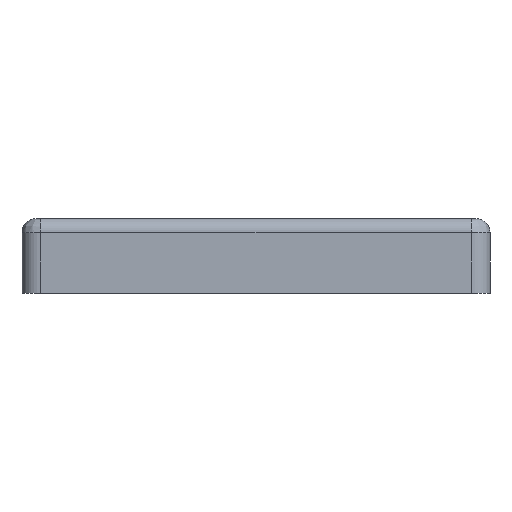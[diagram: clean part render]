
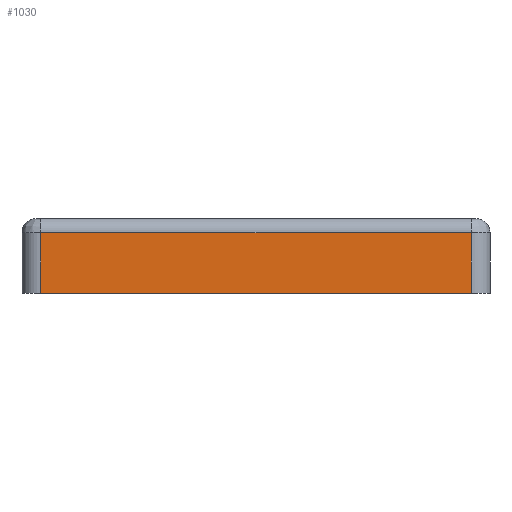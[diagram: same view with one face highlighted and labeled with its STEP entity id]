
A CAD part, front view. The second image highlights one B-rep face of the part: STEP entity #1030.
In plain terms, the highlighted planar face has unit normal (0, -1, 0).
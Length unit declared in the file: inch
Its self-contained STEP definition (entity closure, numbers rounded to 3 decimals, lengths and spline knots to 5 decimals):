
#835 = EDGE_CURVE ( 'NONE', #942, #9544, #9107, .T. ) ;
#942 = VERTEX_POINT ( 'NONE', #7328 ) ;
#985 = CARTESIAN_POINT ( 'NONE',  ( -1.81102, -1.9685, 0.51181 ) ) ;
#1030 = ADVANCED_FACE ( 'NONE', ( #8934 ), #9599, .F. ) ;
#1419 = VECTOR ( 'NONE', #3085, 39.37008 ) ;
#1715 = VECTOR ( 'NONE', #7751, 39.37008 ) ;
#2002 = CARTESIAN_POINT ( 'NONE',  ( 1.81102, -1.9685, 0.51181 ) ) ;
#2013 = LINE ( 'NONE', #9064, #8493 ) ;
#2470 = ORIENTED_EDGE ( 'NONE', *, *, #3031, .F. ) ;
#3031 = EDGE_CURVE ( 'NONE', #9544, #8007, #2013, .T. ) ;
#3085 = DIRECTION ( 'NONE',  ( 0., 0., -1. ) ) ;
#3153 = VECTOR ( 'NONE', #5144, 39.37008 ) ;
#3224 = CARTESIAN_POINT ( 'NONE',  ( 1.81102, -1.9685, 0. ) ) ;
#3237 = CARTESIAN_POINT ( 'NONE',  ( 1.81102, -1.9685, 0.62992 ) ) ;
#4356 = VERTEX_POINT ( 'NONE', #3224 ) ;
#4371 = EDGE_CURVE ( 'NONE', #8007, #4356, #8143, .T. ) ;
#4704 = ORIENTED_EDGE ( 'NONE', *, *, #835, .F. ) ;
#5107 = CARTESIAN_POINT ( 'NONE',  ( -1.9685, -1.9685, 0. ) ) ;
#5144 = DIRECTION ( 'NONE',  ( -1., 0., 0. ) ) ;
#5388 = LINE ( 'NONE', #5107, #3153 ) ;
#5662 = ORIENTED_EDGE ( 'NONE', *, *, #7150, .F. ) ;
#6529 = CARTESIAN_POINT ( 'NONE',  ( -1.9685, -1.9685, 0.62992 ) ) ;
#6545 = DIRECTION ( 'NONE',  ( 0., 0., 1. ) ) ;
#6563 = DIRECTION ( 'NONE',  ( 0., 1., 0. ) ) ;
#6748 = DIRECTION ( 'NONE',  ( 1., 0., 0. ) ) ;
#7150 = EDGE_CURVE ( 'NONE', #4356, #942, #5388, .T. ) ;
#7328 = CARTESIAN_POINT ( 'NONE',  ( -1.81102, -1.9685, 0. ) ) ;
#7711 = AXIS2_PLACEMENT_3D ( 'NONE', #6529, #6563, #6545 ) ;
#7751 = DIRECTION ( 'NONE',  ( 0., 0., 1. ) ) ;
#7868 = CARTESIAN_POINT ( 'NONE',  ( -1.81102, -1.9685, 0.62992 ) ) ;
#8007 = VERTEX_POINT ( 'NONE', #2002 ) ;
#8143 = LINE ( 'NONE', #3237, #1419 ) ;
#8493 = VECTOR ( 'NONE', #6748, 39.37008 ) ;
#8934 = FACE_OUTER_BOUND ( 'NONE', #9833, .T. ) ;
#9064 = CARTESIAN_POINT ( 'NONE',  ( -1.9685, -1.9685, 0.51181 ) ) ;
#9107 = LINE ( 'NONE', #7868, #1715 ) ;
#9544 = VERTEX_POINT ( 'NONE', #985 ) ;
#9599 = PLANE ( 'NONE',  #7711 ) ;
#9833 = EDGE_LOOP ( 'NONE', ( #2470, #4704, #5662, #10450 ) ) ;
#10450 = ORIENTED_EDGE ( 'NONE', *, *, #4371, .F. ) ;
